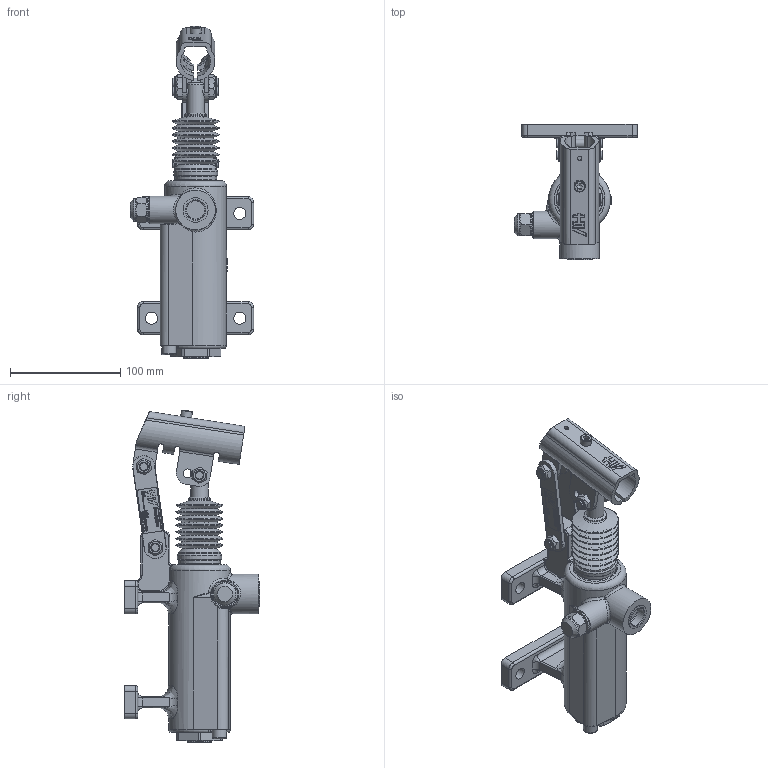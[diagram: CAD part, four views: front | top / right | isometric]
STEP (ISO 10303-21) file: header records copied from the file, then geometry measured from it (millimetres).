
FILE_DESCRIPTION((''),'2;1');
FILE_NAME('PMO 70 byB-e-s (HV) STEP.stp','2014-08-05T16:55:05',('Christian'),(''),'Autodesk Inventor 2013','Autodesk Inventor 2013','');
FILE_SCHEMA(('AUTOMOTIVE_DESIGN { 1 0 10303 214 1 1 1 1 }'));
Length unit declared in the file: millimetre
Products named in the file (1): 6079.0036.10.50 Derivazione 2
Bounding box: 111.5 x 122.5 x 300.56 mm (x, y, z)
Volume: 352747.8 mm3; surface area: 159994.4 mm2
Topology: 12 solids, 13 shells, 1274 faces, 3209 edges, 2029 vertices
Faces by surface type: plane 576, cylinder 258, bspline 215, cone 122, torus 102, sphere 1
Full cylindrical faces by diameter (mm): 4 x2, 6 x1, 8 x15, 10 x1, 10.5 x1, 11 x4, 11.05 x6, 12 x2, 13 x1, 14 x1, 14.95 x1, 16 x1, 16.6 x1, 17 x1, 17.5 x2, 18.631 x2, 19.5 x2, 20 x3, 21 x1, 22 x1, 22.5 x2, 23 x1, 25 x1, 30 x7, 36 x2, 38.004 x2, 38.376 x1, 40 x3, 56 x1
Entity records: 41427 total; most frequent: CARTESIAN_POINT 12103, ORIENTED_EDGE 5922, DIRECTION 5173, EDGE_CURVE 2961, VERTEX_POINT 1965, AXIS2_PLACEMENT_3D 1801, EDGE_LOOP 1572, VECTOR 1571
